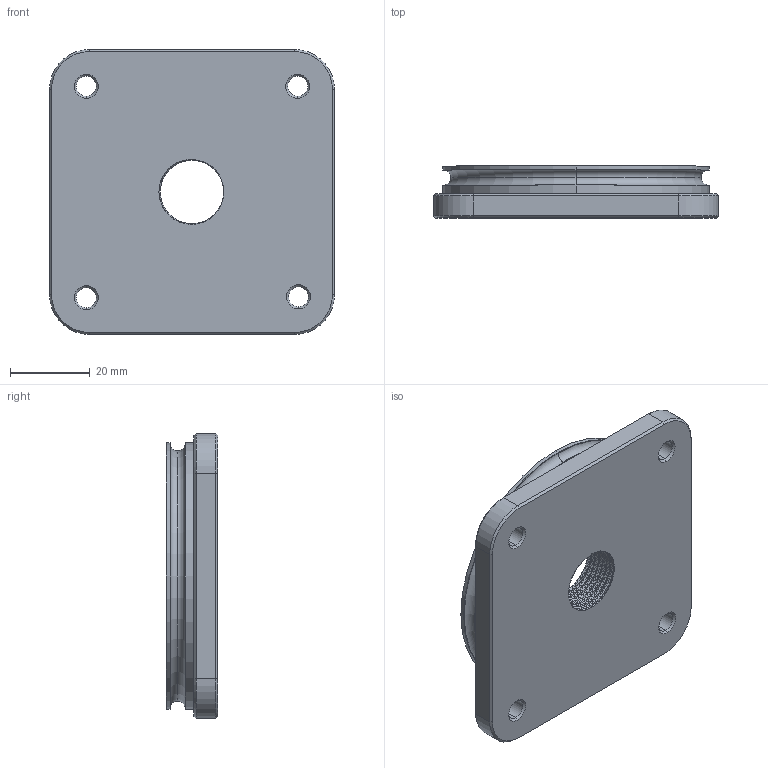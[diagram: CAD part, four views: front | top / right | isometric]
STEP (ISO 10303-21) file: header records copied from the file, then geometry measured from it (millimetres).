
FILE_DESCRIPTION(('FreeCAD Model'),'2;1');
FILE_NAME('Open CASCADE Shape Model','2021-06-14T13:01:43',( 'Anool Mahidharia'),('WyoLum'),'Open CASCADE STEP processor 7.4', 'FreeCAD','Unknown');
FILE_SCHEMA(('AUTOMOTIVE_DESIGN { 1 0 10303 214 1 1 1 1 }'));
Length unit declared in the file: millimetre
Products named in the file (1): endcap
Bounding box: 71.5 x 13 x 71.5 mm (x, y, z)
Surface area: 15970.7 mm2 (no closed solid volume)
Topology: 0 solids, 1 shells, 1712 faces, 2802 edges, 1097 vertices
Faces by surface type: plane 1652, cone 32, cylinder 24, torus 4
Entity records: 35648 total; most frequent: DIRECTION 6316, CARTESIAN_POINT 5612, ORIENTED_EDGE 5600, EDGE_CURVE 2802, LINE 2714, VECTOR 2714, AXIS2_PLACEMENT_3D 1801, FACE_BOUND 1727
